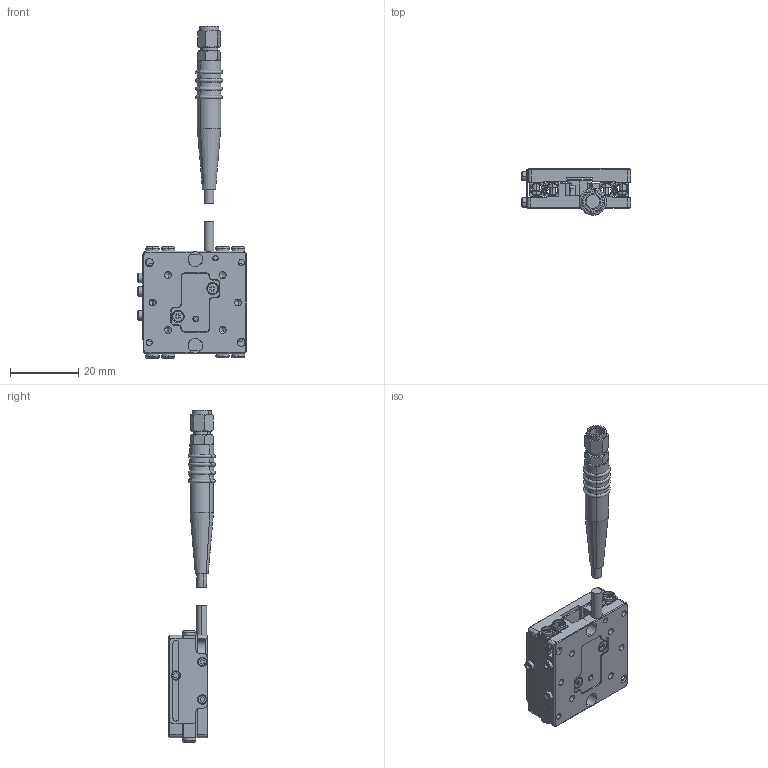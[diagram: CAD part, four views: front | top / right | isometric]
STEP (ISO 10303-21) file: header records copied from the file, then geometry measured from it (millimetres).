
FILE_DESCRIPTION (( 'STEP AP203' ), '1' );
FILE_NAME ('CTN013949.STEP', '2021-10-09T05:21:53', ( '' ), ( '' ), 'SwSTEP 2.0', 'SolidWorks 2018', '' );
FILE_SCHEMA (( 'CONFIG_CONTROL_DESIGN' ));
Length unit declared in the file: millimetre
Products named in the file (1): CTN013949
Bounding box: 32.03 x 13.69 x 97.26 mm (x, y, z)
Surface area: 12971.9 mm2 (no closed solid volume)
Topology: 0 solids, 35 shells, 1495 faces, 3736 edges, 2340 vertices
Faces by surface type: plane 688, cylinder 411, cone 298, bspline 74, torus 24
Entity records: 45702 total; most frequent: CARTESIAN_POINT 10440, ORIENTED_EDGE 7340, DIRECTION 7124, EDGE_CURVE 3678, AXIS2_PLACEMENT_3D 2532, VERTEX_POINT 2340, LINE 2060, VECTOR 2060
